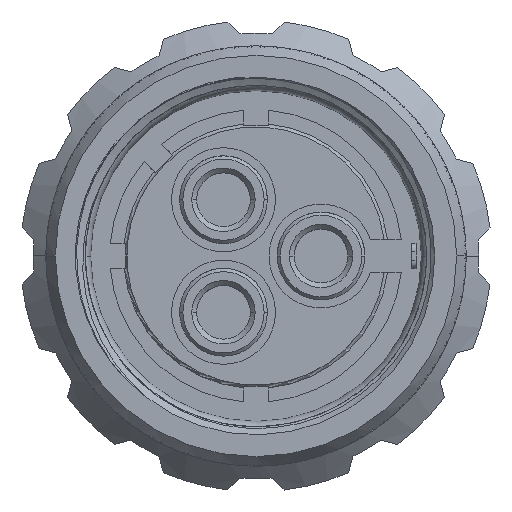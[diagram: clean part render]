
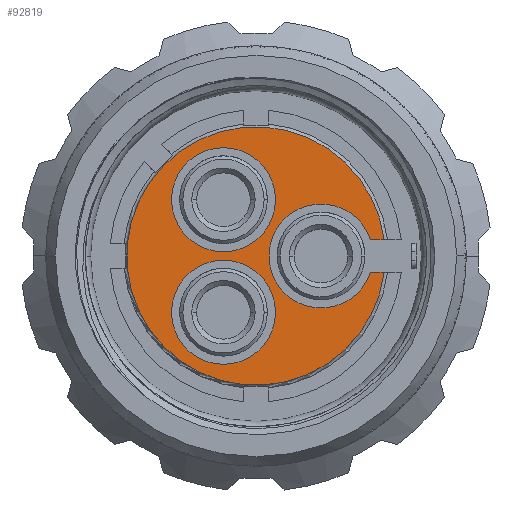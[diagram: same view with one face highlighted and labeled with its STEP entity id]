
A CAD part, left-side view. The second image highlights one B-rep face of the part: STEP entity #92819.
In plain terms, the highlighted planar face has unit normal (-1, 0, 0).
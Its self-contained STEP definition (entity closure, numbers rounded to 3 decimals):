
#10228=CARTESIAN_POINT('',(1.885,12.925,-12.925));
#10229=DIRECTION('',(-1.,0.,0.));
#10230=DIRECTION('',(0.,-0.992,0.126));
#10231=AXIS2_PLACEMENT_3D('',#10228,#10229,#10230);
#10254=CARTESIAN_POINT('',(1.885,8.925,-12.925));
#10255=DIRECTION('',(1.,0.,0.));
#10256=DIRECTION('',(0.,-0.95,-0.313));
#10257=AXIS2_PLACEMENT_3D('',#10254,#10255,#10256);
#10259=DIRECTION('',(0.,1.,0.));
#10260=VECTOR('',#10259,0.847);
#10261=CARTESIAN_POINT('',(1.885,5.038,-13.925));
#10262=LINE('20791',#10261,#10260);
#10263=DIRECTION('',(0.,1.,0.));
#10264=VECTOR('',#10263,0.847);
#10265=CARTESIAN_POINT('',(1.885,5.038,-11.925));
#10266=LINE('20792',#10265,#10264);
#10267=CARTESIAN_POINT('',(1.885,14.925,-16.389));
#10268=DIRECTION('',(-1.,0.,0.));
#10269=DIRECTION('',(0.,0.5,-0.866));
#10270=AXIS2_PLACEMENT_3D('',#10267,#10268,#10269);
#10272=CARTESIAN_POINT('',(1.885,14.925,-16.389));
#10273=DIRECTION('',(-1.,0.,0.));
#10274=DIRECTION('',(0.,-0.5,0.866));
#10275=AXIS2_PLACEMENT_3D('',#10272,#10273,#10274);
#10277=CARTESIAN_POINT('',(1.885,14.925,-9.461));
#10278=DIRECTION('',(-1.,0.,0.));
#10279=DIRECTION('',(0.,0.5,0.866));
#10280=AXIS2_PLACEMENT_3D('',#10277,#10278,#10279);
#10282=CARTESIAN_POINT('',(1.885,14.925,-9.461));
#10283=DIRECTION('',(-1.,0.,0.));
#10284=DIRECTION('',(0.,-0.5,-0.866));
#10285=AXIS2_PLACEMENT_3D('',#10282,#10283,#10284);
#78972=CARTESIAN_POINT('',(1.885,16.525,-19.16));
#78973=CARTESIAN_POINT('',(1.885,13.325,-13.618));
#78974=VERTEX_POINT('',#78972);
#78975=VERTEX_POINT('',#78973);
#78976=CARTESIAN_POINT('',(1.885,16.525,-6.69));
#78977=CARTESIAN_POINT('',(1.885,13.325,-12.232));
#78978=VERTEX_POINT('',#78976);
#78979=VERTEX_POINT('',#78977);
#78980=CARTESIAN_POINT('',(1.885,5.038,-13.925));
#78981=CARTESIAN_POINT('',(1.885,5.885,-13.925));
#78982=VERTEX_POINT('',#78980);
#78983=VERTEX_POINT('',#78981);
#78984=CARTESIAN_POINT('',(1.885,5.038,-11.925));
#78985=CARTESIAN_POINT('',(1.885,5.885,-11.925));
#78986=VERTEX_POINT('',#78984);
#78987=VERTEX_POINT('',#78985);
#92796=CARTESIAN_POINT('',(1.885,12.925,-12.925));
#92797=DIRECTION('',(1.,0.,0.));
#92798=DIRECTION('',(0.,-1.,0.));
#92799=AXIS2_PLACEMENT_3D('',#92796,#92797,#92798);
#92800=PLANE('1474',#92799);
#92801=ORIENTED_EDGE('20791',*,*,#92716,.F.);
#92802=ORIENTED_EDGE('20801',*,*,#92738,.F.);
#92803=ORIENTED_EDGE('20792',*,*,#92759,.T.);
#92804=ORIENTED_EDGE('20802',*,*,#92783,.F.);
#92805=EDGE_LOOP('1474',(#92801,#92802,#92803,#92804));
#92806=FACE_OUTER_BOUND('1474',#92805,.F.);
#92808=ORIENTED_EDGE('20767',*,*,#92807,.T.);
#92810=ORIENTED_EDGE('20768',*,*,#92809,.T.);
#92811=EDGE_LOOP('1474',(#92808,#92810));
#92812=FACE_BOUND('1474',#92811,.F.);
#92814=ORIENTED_EDGE('20769',*,*,#92813,.T.);
#92816=ORIENTED_EDGE('20770',*,*,#92815,.T.);
#92817=EDGE_LOOP('1474',(#92814,#92816));
#92818=FACE_BOUND('1474',#92817,.F.);
#10232=CIRCLE('20801',#10231,7.95);
#10258=CIRCLE('20802',#10257,3.2);
#10271=CIRCLE('20767',#10270,3.2);
#10276=CIRCLE('20768',#10275,3.2);
#10281=CIRCLE('20769',#10280,3.2);
#10286=CIRCLE('20770',#10285,3.2);
#92716=EDGE_CURVE('20791',#78982,#78983,#10262,.T.);
#92738=EDGE_CURVE('20801',#78986,#78982,#10232,.T.);
#92759=EDGE_CURVE('20792',#78986,#78987,#10266,.T.);
#92783=EDGE_CURVE('20802',#78983,#78987,#10258,.T.);
#92807=EDGE_CURVE('20767',#78974,#78975,#10271,.T.);
#92809=EDGE_CURVE('20768',#78975,#78974,#10276,.T.);
#92813=EDGE_CURVE('20769',#78978,#78979,#10281,.T.);
#92815=EDGE_CURVE('20770',#78979,#78978,#10286,.T.);
#92819=ADVANCED_FACE('1474',(#92806,#92812,#92818),#92800,.F.);
